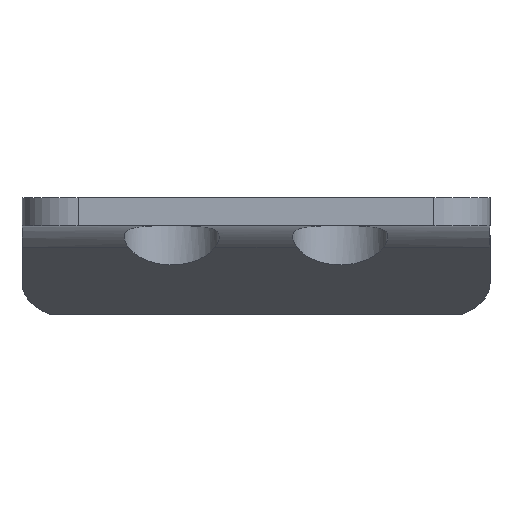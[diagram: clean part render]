
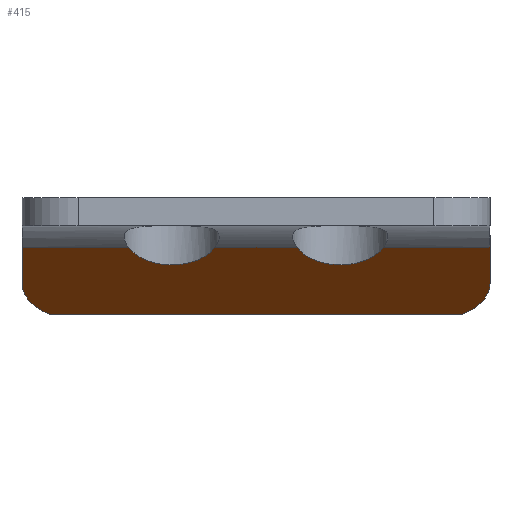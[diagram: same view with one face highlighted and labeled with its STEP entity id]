
A CAD part, front view. The second image highlights one B-rep face of the part: STEP entity #415.
In plain terms, the highlighted planar face has unit normal (0, -0.536, -0.844).
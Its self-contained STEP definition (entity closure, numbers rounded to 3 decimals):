
#8 = VERTEX_POINT ( 'NONE', #552 ) ;
#9 = EDGE_CURVE ( 'NONE', #605, #444, #361, .T. ) ;
#30 = CARTESIAN_POINT ( 'NONE',  ( 50., 17.738, 10. ) ) ;
#36 = LINE ( 'NONE', #117, #868 ) ;
#50 = VECTOR ( 'NONE', #1228, 1000. ) ;
#55 = VERTEX_POINT ( 'NONE', #949 ) ;
#59 =( BOUNDED_CURVE ( )  B_SPLINE_CURVE ( 3, ( #193, #786, #388, #1160 ),
 .UNSPECIFIED., .F., .T. ) 
 B_SPLINE_CURVE_WITH_KNOTS ( ( 4, 4 ),
 ( 4.712, 5.765 ),
 .UNSPECIFIED. ) 
 CURVE ( )  GEOMETRIC_REPRESENTATION_ITEM ( )  RATIONAL_B_SPLINE_CURVE ( ( 1., 0.91, 0.91, 1. ) ) 
 REPRESENTATION_ITEM ( '' )  );
#69 = CARTESIAN_POINT ( 'NONE',  ( 29.39, 21.42, 7.66 ) ) ;
#84 = CARTESIAN_POINT ( 'NONE',  ( 48.89, 31.595, 1.195 ) ) ;
#88 = CARTESIAN_POINT ( 'NONE',  ( 50., 29.684, 2.409 ) ) ;
#99 = ORIENTED_EDGE ( 'NONE', *, *, #793, .F. ) ;
#107 = LINE ( 'NONE', #755, #442 ) ;
#108 = VERTEX_POINT ( 'NONE', #1039 ) ;
#117 = CARTESIAN_POINT ( 'NONE',  ( 38.874, 21.42, 7.66 ) ) ;
#119 = EDGE_CURVE ( 'NONE', #55, #576, #945, .T. ) ;
#155 = ORIENTED_EDGE ( 'NONE', *, *, #621, .T. ) ;
#158 = CARTESIAN_POINT ( 'NONE',  ( 11.39, 21.42, 7.66 ) ) ;
#161 = CARTESIAN_POINT ( 'NONE',  ( 20.61, 21.42, 7.66 ) ) ;
#180 = DIRECTION ( 'NONE',  ( 1., 0., 0. ) ) ;
#186 = CARTESIAN_POINT ( 'NONE',  ( 50., 27.475, 3.813 ) ) ;
#193 = CARTESIAN_POINT ( 'NONE',  ( 0., 27.475, 3.813 ) ) ;
#242 = FACE_OUTER_BOUND ( 'NONE', #632, .T. ) ;
#248 = CARTESIAN_POINT ( 'NONE',  ( 29.39, 21.42, 7.66 ) ) ;
#264 = EDGE_CURVE ( 'NONE', #867, #376, #59, .T. ) ;
#278 = CARTESIAN_POINT ( 'NONE',  ( 46.97, 32.688, 0.5 ) ) ;
#282 = CARTESIAN_POINT ( 'NONE',  ( 0., 32.688, 0.5 ) ) ;
#287 = VERTEX_POINT ( 'NONE', #1194 ) ;
#308 = EDGE_CURVE ( 'NONE', #108, #605, #36, .T. ) ;
#319 = VECTOR ( 'NONE', #180, 1000. ) ;
#333 =( BOUNDED_CURVE ( )  B_SPLINE_CURVE ( 3, ( #161, #461, #564, #158 ),
 .UNSPECIFIED., .F., .F. ) 
 B_SPLINE_CURVE_WITH_KNOTS ( ( 4, 4 ),
 ( 5.155, 7.412 ),
 .UNSPECIFIED. ) 
 CURVE ( )  GEOMETRIC_REPRESENTATION_ITEM ( )  RATIONAL_B_SPLINE_CURVE ( ( 1., 0.619, 0.619, 1. ) ) 
 REPRESENTATION_ITEM ( '' )  );
#334 = EDGE_CURVE ( 'NONE', #287, #108, #445, .T. ) ;
#359 = CARTESIAN_POINT ( 'NONE',  ( 38.61, 21.42, 7.66 ) ) ;
#361 =( BOUNDED_CURVE ( )  B_SPLINE_CURVE ( 3, ( #925, #431, #529, #69 ),
 .UNSPECIFIED., .F., .F. ) 
 B_SPLINE_CURVE_WITH_KNOTS ( ( 4, 4 ),
 ( 5.155, 7.412 ),
 .UNSPECIFIED. ) 
 CURVE ( )  GEOMETRIC_REPRESENTATION_ITEM ( )  RATIONAL_B_SPLINE_CURVE ( ( 1., 0.619, 0.619, 1. ) ) 
 REPRESENTATION_ITEM ( '' )  );
#376 = VERTEX_POINT ( 'NONE', #1209 ) ;
#388 = CARTESIAN_POINT ( 'NONE',  ( 1.11, 31.595, 1.195 ) ) ;
#403 = LINE ( 'NONE', #618, #499 ) ;
#408 = DIRECTION ( 'NONE',  ( 0., -0.844, 0.536 ) ) ;
#415 = ADVANCED_FACE ( 'NONE', ( #242 ), #909, .F. ) ;
#431 = CARTESIAN_POINT ( 'NONE',  ( 36.484, 25.91, 4.807 ) ) ;
#442 = VECTOR ( 'NONE', #920, 1000. ) ;
#444 = VERTEX_POINT ( 'NONE', #248 ) ;
#445 = LINE ( 'NONE', #30, #1232 ) ;
#461 = CARTESIAN_POINT ( 'NONE',  ( 18.484, 25.91, 4.807 ) ) ;
#471 = CARTESIAN_POINT ( 'NONE',  ( 0., 27.475, 3.813 ) ) ;
#499 = VECTOR ( 'NONE', #611, 1000. ) ;
#504 = LINE ( 'NONE', #282, #319 ) ;
#510 = ORIENTED_EDGE ( 'NONE', *, *, #641, .T. ) ;
#520 = DIRECTION ( 'NONE',  ( -1., 0., 0. ) ) ;
#529 = CARTESIAN_POINT ( 'NONE',  ( 31.516, 25.91, 4.807 ) ) ;
#534 = EDGE_CURVE ( 'NONE', #8, #55, #333, .T. ) ;
#552 = CARTESIAN_POINT ( 'NONE',  ( 20.61, 21.42, 7.66 ) ) ;
#564 = CARTESIAN_POINT ( 'NONE',  ( 13.516, 25.91, 4.807 ) ) ;
#576 = VERTEX_POINT ( 'NONE', #649 ) ;
#596 = AXIS2_PLACEMENT_3D ( 'NONE', #640, #1220, #1215 ) ;
#605 = VERTEX_POINT ( 'NONE', #359 ) ;
#611 = DIRECTION ( 'NONE',  ( -1., 0., 0. ) ) ;
#618 = CARTESIAN_POINT ( 'NONE',  ( 20.874, 21.42, 7.66 ) ) ;
#621 = EDGE_CURVE ( 'NONE', #963, #287, #977, .T. ) ;
#632 = EDGE_LOOP ( 'NONE', ( #1166, #510, #155, #902, #681, #915, #1007, #971, #754, #99 ) ) ;
#640 = CARTESIAN_POINT ( 'NONE',  ( 0., 17.738, 10. ) ) ;
#641 = EDGE_CURVE ( 'NONE', #376, #963, #504, .T. ) ;
#649 = CARTESIAN_POINT ( 'NONE',  ( 0., 21.42, 7.66 ) ) ;
#681 = ORIENTED_EDGE ( 'NONE', *, *, #308, .T. ) ;
#740 = CARTESIAN_POINT ( 'NONE',  ( 0., 21.42, 7.66 ) ) ;
#754 = ORIENTED_EDGE ( 'NONE', *, *, #119, .T. ) ;
#755 = CARTESIAN_POINT ( 'NONE',  ( 0., 17.738, 10. ) ) ;
#783 = CARTESIAN_POINT ( 'NONE',  ( 46.97, 32.688, 0.5 ) ) ;
#786 = CARTESIAN_POINT ( 'NONE',  ( 0., 29.684, 2.409 ) ) ;
#793 = EDGE_CURVE ( 'NONE', #867, #576, #107, .T. ) ;
#867 = VERTEX_POINT ( 'NONE', #471 ) ;
#868 = VECTOR ( 'NONE', #520, 1000. ) ;
#902 = ORIENTED_EDGE ( 'NONE', *, *, #334, .T. ) ;
#909 = PLANE ( 'NONE',  #596 ) ;
#915 = ORIENTED_EDGE ( 'NONE', *, *, #9, .T. ) ;
#920 = DIRECTION ( 'NONE',  ( 0., -0.844, 0.536 ) ) ;
#925 = CARTESIAN_POINT ( 'NONE',  ( 38.61, 21.42, 7.66 ) ) ;
#945 = LINE ( 'NONE', #740, #50 ) ;
#949 = CARTESIAN_POINT ( 'NONE',  ( 11.39, 21.42, 7.66 ) ) ;
#963 = VERTEX_POINT ( 'NONE', #783 ) ;
#971 = ORIENTED_EDGE ( 'NONE', *, *, #534, .T. ) ;
#977 =( BOUNDED_CURVE ( )  B_SPLINE_CURVE ( 3, ( #278, #84, #88, #186 ),
 .UNSPECIFIED., .F., .F. ) 
 B_SPLINE_CURVE_WITH_KNOTS ( ( 4, 4 ),
 ( 0.518, 1.571 ),
 .UNSPECIFIED. ) 
 CURVE ( )  GEOMETRIC_REPRESENTATION_ITEM ( )  RATIONAL_B_SPLINE_CURVE ( ( 1., 0.91, 0.91, 1. ) ) 
 REPRESENTATION_ITEM ( '' )  );
#1007 = ORIENTED_EDGE ( 'NONE', *, *, #1124, .T. ) ;
#1039 = CARTESIAN_POINT ( 'NONE',  ( 50., 21.42, 7.66 ) ) ;
#1124 = EDGE_CURVE ( 'NONE', #444, #8, #403, .T. ) ;
#1160 = CARTESIAN_POINT ( 'NONE',  ( 3.03, 32.688, 0.5 ) ) ;
#1166 = ORIENTED_EDGE ( 'NONE', *, *, #264, .T. ) ;
#1194 = CARTESIAN_POINT ( 'NONE',  ( 50., 27.475, 3.813 ) ) ;
#1209 = CARTESIAN_POINT ( 'NONE',  ( 3.03, 32.688, 0.5 ) ) ;
#1215 = DIRECTION ( 'NONE',  ( 0., -0.844, 0.536 ) ) ;
#1220 = DIRECTION ( 'NONE',  ( 0., 0.536, 0.844 ) ) ;
#1228 = DIRECTION ( 'NONE',  ( -1., 0., 0. ) ) ;
#1232 = VECTOR ( 'NONE', #408, 1000. ) ;
